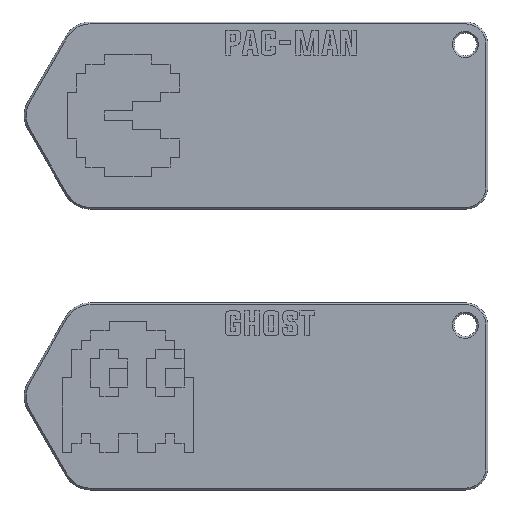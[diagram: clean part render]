
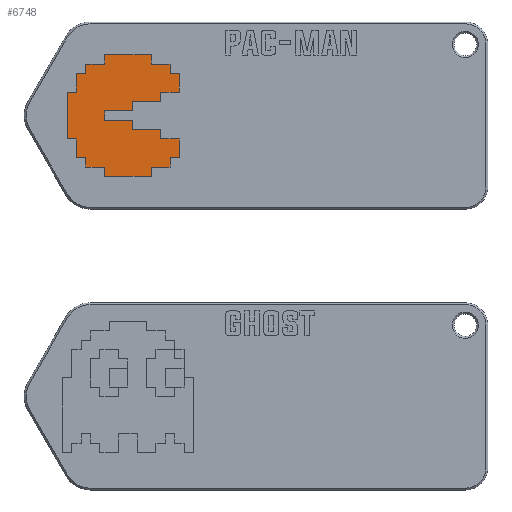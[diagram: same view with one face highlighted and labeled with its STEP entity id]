
A CAD part, top view. The second image highlights one B-rep face of the part: STEP entity #6748.
In plain terms, the highlighted planar face has unit normal (0, 0, 1).
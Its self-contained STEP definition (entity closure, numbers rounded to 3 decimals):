
#322=PLANE('',#7140);
#640=FACE_OUTER_BOUND('',#1019,.T.);
#1019=EDGE_LOOP('',(#5433,#5434,#5435,#5436,#5437,#5438,#5439,#5440,#5441,
#5442,#5443,#5444,#5445,#5446,#5447,#5448,#5449,#5450,#5451,#5452,#5453,
#5454,#5455,#5456,#5457,#5458,#5459,#5460,#5461,#5462,#5463,#5464,#5465,
#5466,#5467,#5468));
#1546=LINE('',#9993,#2394);
#1548=LINE('',#9997,#2396);
#1550=LINE('',#10001,#2398);
#1552=LINE('',#10005,#2400);
#1554=LINE('',#10009,#2402);
#1556=LINE('',#10013,#2404);
#1558=LINE('',#10017,#2406);
#1560=LINE('',#10021,#2408);
#1562=LINE('',#10025,#2410);
#1564=LINE('',#10029,#2412);
#1566=LINE('',#10033,#2414);
#1568=LINE('',#10037,#2416);
#1570=LINE('',#10041,#2418);
#1572=LINE('',#10045,#2420);
#1574=LINE('',#10049,#2422);
#1576=LINE('',#10053,#2424);
#1578=LINE('',#10057,#2426);
#1580=LINE('',#10061,#2428);
#1582=LINE('',#10065,#2430);
#1584=LINE('',#10069,#2432);
#1586=LINE('',#10073,#2434);
#1588=LINE('',#10077,#2436);
#1590=LINE('',#10081,#2438);
#1592=LINE('',#10085,#2440);
#1594=LINE('',#10089,#2442);
#1596=LINE('',#10093,#2444);
#1598=LINE('',#10097,#2446);
#1600=LINE('',#10101,#2448);
#1602=LINE('',#10105,#2450);
#1604=LINE('',#10109,#2452);
#1606=LINE('',#10113,#2454);
#1608=LINE('',#10117,#2456);
#1610=LINE('',#10121,#2458);
#1612=LINE('',#10125,#2460);
#1614=LINE('',#10129,#2462);
#1616=LINE('',#10132,#2464);
#2394=VECTOR('',#7935,10.);
#2396=VECTOR('',#7939,10.);
#2398=VECTOR('',#7943,10.);
#2400=VECTOR('',#7947,10.);
#2402=VECTOR('',#7951,10.);
#2404=VECTOR('',#7955,10.);
#2406=VECTOR('',#7959,10.);
#2408=VECTOR('',#7963,10.);
#2410=VECTOR('',#7967,10.);
#2412=VECTOR('',#7971,10.);
#2414=VECTOR('',#7975,10.);
#2416=VECTOR('',#7979,10.);
#2418=VECTOR('',#7983,10.);
#2420=VECTOR('',#7987,10.);
#2422=VECTOR('',#7991,10.);
#2424=VECTOR('',#7995,10.);
#2426=VECTOR('',#7999,10.);
#2428=VECTOR('',#8003,10.);
#2430=VECTOR('',#8007,10.);
#2432=VECTOR('',#8011,10.);
#2434=VECTOR('',#8015,10.);
#2436=VECTOR('',#8019,10.);
#2438=VECTOR('',#8023,10.);
#2440=VECTOR('',#8027,10.);
#2442=VECTOR('',#8031,10.);
#2444=VECTOR('',#8035,10.);
#2446=VECTOR('',#8039,10.);
#2448=VECTOR('',#8043,10.);
#2450=VECTOR('',#8047,10.);
#2452=VECTOR('',#8051,10.);
#2454=VECTOR('',#8055,10.);
#2456=VECTOR('',#8059,10.);
#2458=VECTOR('',#8063,10.);
#2460=VECTOR('',#8067,10.);
#2462=VECTOR('',#8071,10.);
#2464=VECTOR('',#8075,10.);
#3222=VERTEX_POINT('',#9990);
#3223=VERTEX_POINT('',#9992);
#3224=VERTEX_POINT('',#9996);
#3225=VERTEX_POINT('',#10000);
#3226=VERTEX_POINT('',#10004);
#3227=VERTEX_POINT('',#10008);
#3228=VERTEX_POINT('',#10012);
#3229=VERTEX_POINT('',#10016);
#3230=VERTEX_POINT('',#10020);
#3231=VERTEX_POINT('',#10024);
#3232=VERTEX_POINT('',#10028);
#3233=VERTEX_POINT('',#10032);
#3234=VERTEX_POINT('',#10036);
#3235=VERTEX_POINT('',#10040);
#3236=VERTEX_POINT('',#10044);
#3237=VERTEX_POINT('',#10048);
#3238=VERTEX_POINT('',#10052);
#3239=VERTEX_POINT('',#10056);
#3240=VERTEX_POINT('',#10060);
#3241=VERTEX_POINT('',#10064);
#3242=VERTEX_POINT('',#10068);
#3243=VERTEX_POINT('',#10072);
#3244=VERTEX_POINT('',#10076);
#3245=VERTEX_POINT('',#10080);
#3246=VERTEX_POINT('',#10084);
#3247=VERTEX_POINT('',#10088);
#3248=VERTEX_POINT('',#10092);
#3249=VERTEX_POINT('',#10096);
#3250=VERTEX_POINT('',#10100);
#3251=VERTEX_POINT('',#10104);
#3252=VERTEX_POINT('',#10108);
#3253=VERTEX_POINT('',#10112);
#3254=VERTEX_POINT('',#10116);
#3255=VERTEX_POINT('',#10120);
#3256=VERTEX_POINT('',#10124);
#3257=VERTEX_POINT('',#10128);
#3979=EDGE_CURVE('',#3223,#3222,#1546,.T.);
#3981=EDGE_CURVE('',#3224,#3223,#1548,.T.);
#3983=EDGE_CURVE('',#3225,#3224,#1550,.T.);
#3985=EDGE_CURVE('',#3226,#3225,#1552,.T.);
#3987=EDGE_CURVE('',#3227,#3226,#1554,.T.);
#3989=EDGE_CURVE('',#3228,#3227,#1556,.T.);
#3991=EDGE_CURVE('',#3229,#3228,#1558,.T.);
#3993=EDGE_CURVE('',#3230,#3229,#1560,.T.);
#3995=EDGE_CURVE('',#3231,#3230,#1562,.T.);
#3997=EDGE_CURVE('',#3232,#3231,#1564,.T.);
#3999=EDGE_CURVE('',#3233,#3232,#1566,.T.);
#4001=EDGE_CURVE('',#3234,#3233,#1568,.T.);
#4003=EDGE_CURVE('',#3235,#3234,#1570,.T.);
#4005=EDGE_CURVE('',#3236,#3235,#1572,.T.);
#4007=EDGE_CURVE('',#3237,#3236,#1574,.T.);
#4009=EDGE_CURVE('',#3238,#3237,#1576,.T.);
#4011=EDGE_CURVE('',#3239,#3238,#1578,.T.);
#4013=EDGE_CURVE('',#3240,#3239,#1580,.T.);
#4015=EDGE_CURVE('',#3241,#3240,#1582,.T.);
#4017=EDGE_CURVE('',#3242,#3241,#1584,.T.);
#4019=EDGE_CURVE('',#3243,#3242,#1586,.T.);
#4021=EDGE_CURVE('',#3244,#3243,#1588,.T.);
#4023=EDGE_CURVE('',#3245,#3244,#1590,.T.);
#4025=EDGE_CURVE('',#3246,#3245,#1592,.T.);
#4027=EDGE_CURVE('',#3247,#3246,#1594,.T.);
#4029=EDGE_CURVE('',#3248,#3247,#1596,.T.);
#4031=EDGE_CURVE('',#3249,#3248,#1598,.T.);
#4033=EDGE_CURVE('',#3250,#3249,#1600,.T.);
#4035=EDGE_CURVE('',#3251,#3250,#1602,.T.);
#4037=EDGE_CURVE('',#3252,#3251,#1604,.T.);
#4039=EDGE_CURVE('',#3253,#3252,#1606,.T.);
#4041=EDGE_CURVE('',#3254,#3253,#1608,.T.);
#4043=EDGE_CURVE('',#3255,#3254,#1610,.T.);
#4045=EDGE_CURVE('',#3256,#3255,#1612,.T.);
#4047=EDGE_CURVE('',#3257,#3256,#1614,.T.);
#4049=EDGE_CURVE('',#3222,#3257,#1616,.T.);
#5433=ORIENTED_EDGE('',*,*,#4049,.T.);
#5434=ORIENTED_EDGE('',*,*,#4047,.T.);
#5435=ORIENTED_EDGE('',*,*,#4045,.T.);
#5436=ORIENTED_EDGE('',*,*,#4043,.T.);
#5437=ORIENTED_EDGE('',*,*,#4041,.T.);
#5438=ORIENTED_EDGE('',*,*,#4039,.T.);
#5439=ORIENTED_EDGE('',*,*,#4037,.T.);
#5440=ORIENTED_EDGE('',*,*,#4035,.T.);
#5441=ORIENTED_EDGE('',*,*,#4033,.T.);
#5442=ORIENTED_EDGE('',*,*,#4031,.T.);
#5443=ORIENTED_EDGE('',*,*,#4029,.T.);
#5444=ORIENTED_EDGE('',*,*,#4027,.T.);
#5445=ORIENTED_EDGE('',*,*,#4025,.T.);
#5446=ORIENTED_EDGE('',*,*,#4023,.T.);
#5447=ORIENTED_EDGE('',*,*,#4021,.T.);
#5448=ORIENTED_EDGE('',*,*,#4019,.T.);
#5449=ORIENTED_EDGE('',*,*,#4017,.T.);
#5450=ORIENTED_EDGE('',*,*,#4015,.T.);
#5451=ORIENTED_EDGE('',*,*,#4013,.T.);
#5452=ORIENTED_EDGE('',*,*,#4011,.T.);
#5453=ORIENTED_EDGE('',*,*,#4009,.T.);
#5454=ORIENTED_EDGE('',*,*,#4007,.T.);
#5455=ORIENTED_EDGE('',*,*,#4005,.T.);
#5456=ORIENTED_EDGE('',*,*,#4003,.T.);
#5457=ORIENTED_EDGE('',*,*,#4001,.T.);
#5458=ORIENTED_EDGE('',*,*,#3999,.T.);
#5459=ORIENTED_EDGE('',*,*,#3997,.T.);
#5460=ORIENTED_EDGE('',*,*,#3995,.T.);
#5461=ORIENTED_EDGE('',*,*,#3993,.T.);
#5462=ORIENTED_EDGE('',*,*,#3991,.T.);
#5463=ORIENTED_EDGE('',*,*,#3989,.T.);
#5464=ORIENTED_EDGE('',*,*,#3987,.T.);
#5465=ORIENTED_EDGE('',*,*,#3985,.T.);
#5466=ORIENTED_EDGE('',*,*,#3983,.T.);
#5467=ORIENTED_EDGE('',*,*,#3981,.T.);
#5468=ORIENTED_EDGE('',*,*,#3979,.T.);
#6748=ADVANCED_FACE('',(#640),#322,.T.);
#7140=AXIS2_PLACEMENT_3D('',#10133,#8076,#8077);
#7935=DIRECTION('',(-1.,0.,0.));
#7939=DIRECTION('',(0.,1.,0.));
#7943=DIRECTION('',(-1.,0.,0.));
#7947=DIRECTION('',(0.,1.,0.));
#7951=DIRECTION('',(-1.,0.,0.));
#7955=DIRECTION('',(0.,1.,0.));
#7959=DIRECTION('',(1.,0.,0.));
#7963=DIRECTION('',(0.,1.,0.));
#7967=DIRECTION('',(1.,0.,0.));
#7971=DIRECTION('',(0.,1.,0.));
#7975=DIRECTION('',(1.,0.,0.));
#7979=DIRECTION('',(0.,-1.,0.));
#7983=DIRECTION('',(1.,0.,0.));
#7987=DIRECTION('',(0.,-1.,0.));
#7991=DIRECTION('',(1.,0.,0.));
#7995=DIRECTION('',(0.,-1.,0.));
#7999=DIRECTION('',(1.,0.,0.));
#8003=DIRECTION('',(0.,-1.,0.));
#8007=DIRECTION('',(-1.,0.,0.));
#8011=DIRECTION('',(0.,-1.,0.));
#8015=DIRECTION('',(-1.,0.,0.));
#8019=DIRECTION('',(0.,-1.,0.));
#8023=DIRECTION('',(-1.,0.,0.));
#8027=DIRECTION('',(0.,-1.,0.));
#8031=DIRECTION('',(-1.,0.,0.));
#8035=DIRECTION('',(0.,1.,0.));
#8039=DIRECTION('',(-1.,0.,0.));
#8043=DIRECTION('',(0.,1.,0.));
#8047=DIRECTION('',(-1.,0.,0.));
#8051=DIRECTION('',(0.,1.,0.));
#8055=DIRECTION('',(1.,0.,0.));
#8059=DIRECTION('',(0.,1.,0.));
#8063=DIRECTION('',(1.,0.,0.));
#8067=DIRECTION('',(0.,1.,0.));
#8071=DIRECTION('',(1.,0.,0.));
#8075=DIRECTION('',(0.,1.,0.));
#8076=DIRECTION('center_axis',(0.,0.,1.));
#8077=DIRECTION('ref_axis',(1.,0.,0.));
#9990=CARTESIAN_POINT('',(-6.25,148.75,3.));
#9992=CARTESIAN_POINT('',(1.25,148.75,3.));
#9993=CARTESIAN_POINT('',(0.625,148.75,3.));
#9996=CARTESIAN_POINT('',(1.25,146.25,3.));
#9997=CARTESIAN_POINT('',(1.25,129.688,3.));
#10000=CARTESIAN_POINT('',(8.75,146.25,3.));
#10001=CARTESIAN_POINT('',(4.375,146.25,3.));
#10004=CARTESIAN_POINT('',(8.75,143.75,3.));
#10005=CARTESIAN_POINT('',(8.75,128.438,3.));
#10008=CARTESIAN_POINT('',(13.75,143.75,3.));
#10009=CARTESIAN_POINT('',(6.875,143.75,3.));
#10012=CARTESIAN_POINT('',(13.75,138.75,3.));
#10013=CARTESIAN_POINT('',(13.75,125.938,3.));
#10016=CARTESIAN_POINT('',(11.25,138.75,3.));
#10017=CARTESIAN_POINT('',(5.625,138.75,3.));
#10020=CARTESIAN_POINT('',(11.25,136.25,3.));
#10021=CARTESIAN_POINT('',(11.25,124.688,3.));
#10024=CARTESIAN_POINT('',(6.25,136.25,3.));
#10025=CARTESIAN_POINT('',(3.125,136.25,3.));
#10028=CARTESIAN_POINT('',(6.25,133.75,3.));
#10029=CARTESIAN_POINT('',(6.25,123.438,3.));
#10032=CARTESIAN_POINT('',(-6.25,133.75,3.));
#10033=CARTESIAN_POINT('',(-3.125,133.75,3.));
#10036=CARTESIAN_POINT('',(-6.25,136.25,3.));
#10037=CARTESIAN_POINT('',(-6.25,124.688,3.));
#10040=CARTESIAN_POINT('',(-11.25,136.25,3.));
#10041=CARTESIAN_POINT('',(-5.625,136.25,3.));
#10044=CARTESIAN_POINT('',(-11.25,138.75,3.));
#10045=CARTESIAN_POINT('',(-11.25,125.938,3.));
#10048=CARTESIAN_POINT('',(-13.75,138.75,3.));
#10049=CARTESIAN_POINT('',(-6.875,138.75,3.));
#10052=CARTESIAN_POINT('',(-13.75,143.75,3.));
#10053=CARTESIAN_POINT('',(-13.75,128.438,3.));
#10056=CARTESIAN_POINT('',(-16.25,143.75,3.));
#10057=CARTESIAN_POINT('',(-8.125,143.75,3.));
#10060=CARTESIAN_POINT('',(-16.25,156.25,3.));
#10061=CARTESIAN_POINT('',(-16.25,134.688,3.));
#10064=CARTESIAN_POINT('',(-13.75,156.25,3.));
#10065=CARTESIAN_POINT('',(-6.875,156.25,3.));
#10068=CARTESIAN_POINT('',(-13.75,161.25,3.));
#10069=CARTESIAN_POINT('',(-13.75,137.188,3.));
#10072=CARTESIAN_POINT('',(-11.25,161.25,3.));
#10073=CARTESIAN_POINT('',(-5.625,161.25,3.));
#10076=CARTESIAN_POINT('',(-11.25,163.75,3.));
#10077=CARTESIAN_POINT('',(-11.25,138.438,3.));
#10080=CARTESIAN_POINT('',(-6.25,163.75,3.));
#10081=CARTESIAN_POINT('',(-3.125,163.75,3.));
#10084=CARTESIAN_POINT('',(-6.25,166.25,3.));
#10085=CARTESIAN_POINT('',(-6.25,139.688,3.));
#10088=CARTESIAN_POINT('',(6.25,166.25,3.));
#10089=CARTESIAN_POINT('',(3.125,166.25,3.));
#10092=CARTESIAN_POINT('',(6.25,163.75,3.));
#10093=CARTESIAN_POINT('',(6.25,138.438,3.));
#10096=CARTESIAN_POINT('',(11.25,163.75,3.));
#10097=CARTESIAN_POINT('',(5.625,163.75,3.));
#10100=CARTESIAN_POINT('',(11.25,161.25,3.));
#10101=CARTESIAN_POINT('',(11.25,137.188,3.));
#10104=CARTESIAN_POINT('',(13.75,161.25,3.));
#10105=CARTESIAN_POINT('',(6.875,161.25,3.));
#10108=CARTESIAN_POINT('',(13.75,156.25,3.));
#10109=CARTESIAN_POINT('',(13.75,134.688,3.));
#10112=CARTESIAN_POINT('',(8.75,156.25,3.));
#10113=CARTESIAN_POINT('',(4.375,156.25,3.));
#10116=CARTESIAN_POINT('',(8.75,153.75,3.));
#10117=CARTESIAN_POINT('',(8.75,133.438,3.));
#10120=CARTESIAN_POINT('',(1.25,153.75,3.));
#10121=CARTESIAN_POINT('',(0.625,153.75,3.));
#10124=CARTESIAN_POINT('',(1.25,151.25,3.));
#10125=CARTESIAN_POINT('',(1.25,132.188,3.));
#10128=CARTESIAN_POINT('',(-6.25,151.25,3.));
#10129=CARTESIAN_POINT('',(-3.125,151.25,3.));
#10132=CARTESIAN_POINT('',(-6.25,130.938,3.));
#10133=CARTESIAN_POINT('Origin',(0.,113.125,3.));
